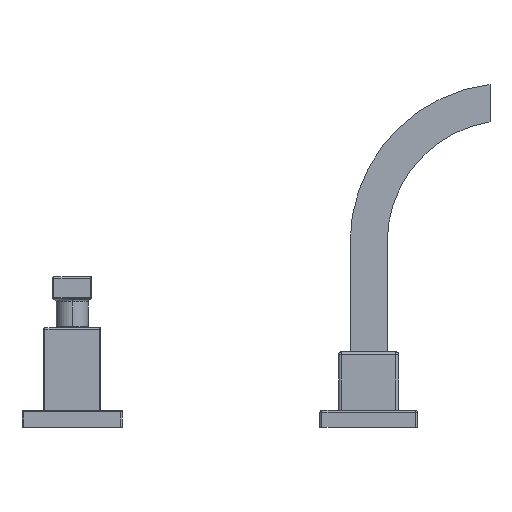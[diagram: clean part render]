
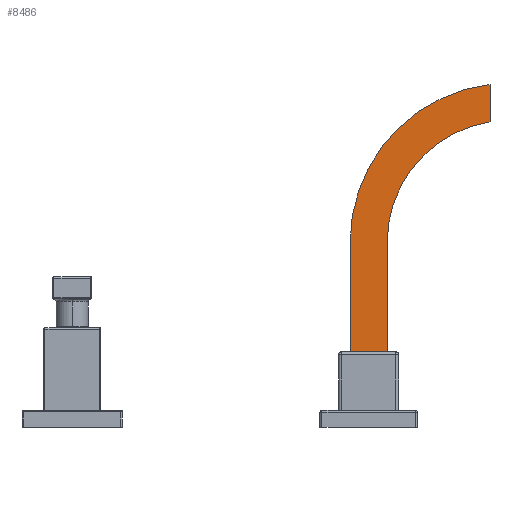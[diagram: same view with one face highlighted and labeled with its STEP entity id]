
A CAD part, left-side view. The second image highlights one B-rep face of the part: STEP entity #8486.
In plain terms, the highlighted planar face has unit normal (-1, 0, 0).
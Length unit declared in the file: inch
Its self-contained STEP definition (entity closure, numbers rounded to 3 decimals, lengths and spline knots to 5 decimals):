
#7097=DIRECTION('',(0.,1.,0.));
#7098=VECTOR('',#7097,0.75);
#7099=CARTESIAN_POINT('',(-0.75,-0.375,1.53));
#7100=LINE('',#7099,#7098);
#7282=DIRECTION('',(0.,0.,1.));
#7283=VECTOR('',#7282,2.22003);
#7284=CARTESIAN_POINT('',(-0.75,-0.375,1.53));
#7285=LINE('',#7284,#7283);
#7289=DIRECTION('',(0.,0.,1.));
#7290=VECTOR('',#7289,2.22003);
#7291=CARTESIAN_POINT('',(-0.75,0.375,1.53));
#7292=LINE('',#7291,#7290);
#7296=CARTESIAN_POINT('',(-0.75,-2.838,3.75003));
#7297=DIRECTION('',(1.,0.,0.));
#7298=DIRECTION('',(0.,1.,0.));
#7299=AXIS2_PLACEMENT_3D('',#7296,#7297,#7298);
#7304=DIRECTION('',(0.,0.,1.));
#7305=VECTOR('',#7304,0.75705);
#7306=CARTESIAN_POINT('',(-0.75,-2.455,6.18306));
#7307=LINE('',#7306,#7305);
#7347=CARTESIAN_POINT('',(-0.75,-2.838,3.75003));
#7348=DIRECTION('',(1.,0.,0.));
#7349=DIRECTION('',(0.,1.,0.));
#7350=AXIS2_PLACEMENT_3D('',#7347,#7348,#7349);
#7436=CARTESIAN_POINT('',(-0.75,0.375,3.75003));
#7438=VERTEX_POINT('',#7436);
#7439=CARTESIAN_POINT('',(-0.75,-0.375,3.75003));
#7441=VERTEX_POINT('',#7439);
#7443=CARTESIAN_POINT('',(-0.75,-2.455,6.18306));
#7444=CARTESIAN_POINT('',(-0.75,-2.455,6.94012));
#7445=VERTEX_POINT('',#7443);
#7446=VERTEX_POINT('',#7444);
#7452=CARTESIAN_POINT('',(-0.75,0.375,1.53));
#7454=VERTEX_POINT('',#7452);
#7455=CARTESIAN_POINT('',(-0.75,-0.375,1.53));
#7456=VERTEX_POINT('',#7455);
#8470=CARTESIAN_POINT('',(-0.75,0.375,1.05));
#8471=DIRECTION('',(-1.,0.,0.));
#8472=DIRECTION('',(0.,-1.,0.));
#8473=AXIS2_PLACEMENT_3D('',#8470,#8471,#8472);
#8474=PLANE('',#8473);
#8475=ORIENTED_EDGE('',*,*,#8065,.T.);
#8476=ORIENTED_EDGE('',*,*,#8397,.T.);
#8478=ORIENTED_EDGE('',*,*,#8477,.T.);
#8480=ORIENTED_EDGE('',*,*,#8479,.F.);
#8482=ORIENTED_EDGE('',*,*,#8481,.F.);
#8483=ORIENTED_EDGE('',*,*,#8450,.F.);
#8484=EDGE_LOOP('',(#8475,#8476,#8478,#8480,#8482,#8483));
#8485=FACE_OUTER_BOUND('',#8484,.F.);
#7300=CIRCLE('',#7299,3.213);
#7351=CIRCLE('',#7350,2.463);
#8065=EDGE_CURVE('',#7456,#7454,#7100,.T.);
#8397=EDGE_CURVE('',#7454,#7438,#7292,.T.);
#8450=EDGE_CURVE('',#7456,#7441,#7285,.T.);
#8477=EDGE_CURVE('',#7438,#7446,#7300,.T.);
#8479=EDGE_CURVE('',#7445,#7446,#7307,.T.);
#8481=EDGE_CURVE('',#7441,#7445,#7351,.T.);
#8486=ADVANCED_FACE('',(#8485),#8474,.T.);
